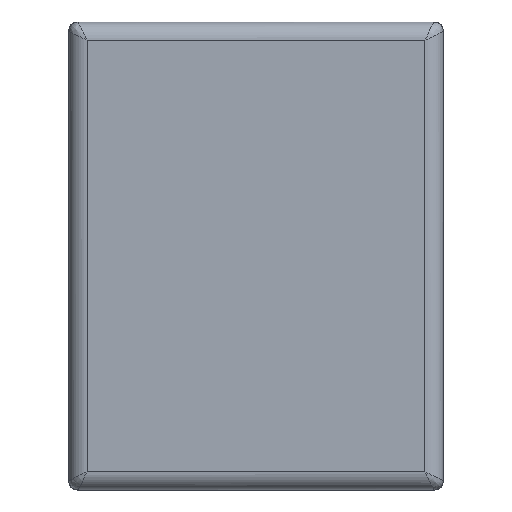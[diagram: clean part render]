
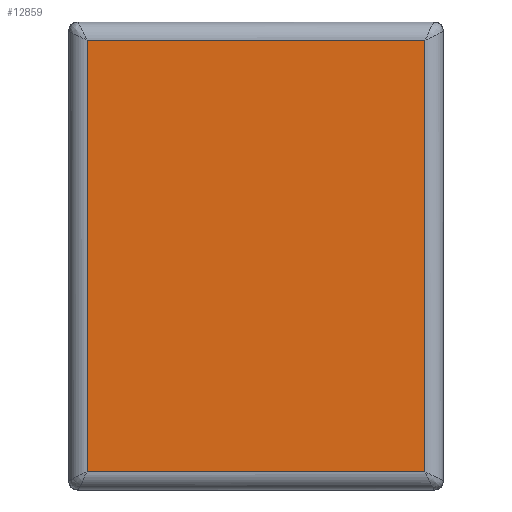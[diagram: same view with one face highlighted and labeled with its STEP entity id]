
A CAD part, left-side view. The second image highlights one B-rep face of the part: STEP entity #12859.
In plain terms, the highlighted planar face has unit normal (-1, 0, 0).
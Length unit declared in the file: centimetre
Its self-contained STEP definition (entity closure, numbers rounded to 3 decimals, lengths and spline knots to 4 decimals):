
#1095 = LINE ( 'NONE', #11783, #9276 ) ;
#1197 = FACE_OUTER_BOUND ( 'NONE', #4398, .T. ) ;
#1752 = EDGE_CURVE ( 'NONE', #3031, #16753, #12087, .T. ) ;
#2384 = LINE ( 'NONE', #16633, #11105 ) ;
#3031 = VERTEX_POINT ( 'NONE', #12817 ) ;
#3839 = DIRECTION ( 'NONE',  ( 0., -1., 0. ) ) ;
#3904 = DIRECTION ( 'NONE',  ( 0., 1., 0. ) ) ;
#3993 = CARTESIAN_POINT ( 'NONE',  ( -0.1016, 0.0049, -0.0586 ) ) ;
#4242 = DIRECTION ( 'NONE',  ( 0., 0., -1. ) ) ;
#4398 = EDGE_LOOP ( 'NONE', ( #16749, #5134, #9646, #16867 ) ) ;
#4485 = EDGE_CURVE ( 'NONE', #16753, #11084, #7583, .T. ) ;
#4677 = VERTEX_POINT ( 'NONE', #12082 ) ;
#5134 = ORIENTED_EDGE ( 'NONE', *, *, #4485, .F. ) ;
#5335 = CARTESIAN_POINT ( 'NONE',  ( -0.1016, 0.0508, -0.0636 ) ) ;
#5925 = EDGE_CURVE ( 'NONE', #11084, #4677, #1095, .T. ) ;
#6104 = PLANE ( 'NONE',  #6133 ) ;
#6133 = AXIS2_PLACEMENT_3D ( 'NONE', #5335, #6532, #6618 ) ;
#6532 = DIRECTION ( 'NONE',  ( -1., 0., 0. ) ) ;
#6618 = DIRECTION ( 'NONE',  ( 0., 0., 1. ) ) ;
#7583 = LINE ( 'NONE', #14286, #8124 ) ;
#8124 = VECTOR ( 'NONE', #3904, 100. ) ;
#9276 = VECTOR ( 'NONE', #13068, 100. ) ;
#9646 = ORIENTED_EDGE ( 'NONE', *, *, #1752, .F. ) ;
#10786 = CARTESIAN_POINT ( 'NONE',  ( -0.1016, 0.0049, -0.0636 ) ) ;
#11084 = VERTEX_POINT ( 'NONE', #15652 ) ;
#11105 = VECTOR ( 'NONE', #3839, 100. ) ;
#11783 = CARTESIAN_POINT ( 'NONE',  ( -0.1016, 0.0967, -0.0636 ) ) ;
#12082 = CARTESIAN_POINT ( 'NONE',  ( -0.1016, 0.0967, 0.0586 ) ) ;
#12087 = LINE ( 'NONE', #10786, #14091 ) ;
#12817 = CARTESIAN_POINT ( 'NONE',  ( -0.1016, 0.0049, 0.0586 ) ) ;
#12859 = ADVANCED_FACE ( 'NONE', ( #1197 ), #6104, .T. ) ;
#13068 = DIRECTION ( 'NONE',  ( 0., 0., 1. ) ) ;
#14026 = EDGE_CURVE ( 'NONE', #4677, #3031, #2384, .T. ) ;
#14091 = VECTOR ( 'NONE', #4242, 100. ) ;
#14286 = CARTESIAN_POINT ( 'NONE',  ( -0.1016, 0.0508, -0.0586 ) ) ;
#15652 = CARTESIAN_POINT ( 'NONE',  ( -0.1016, 0.0967, -0.0586 ) ) ;
#16633 = CARTESIAN_POINT ( 'NONE',  ( -0.1016, 0.0508, 0.0586 ) ) ;
#16749 = ORIENTED_EDGE ( 'NONE', *, *, #5925, .F. ) ;
#16753 = VERTEX_POINT ( 'NONE', #3993 ) ;
#16867 = ORIENTED_EDGE ( 'NONE', *, *, #14026, .F. ) ;
